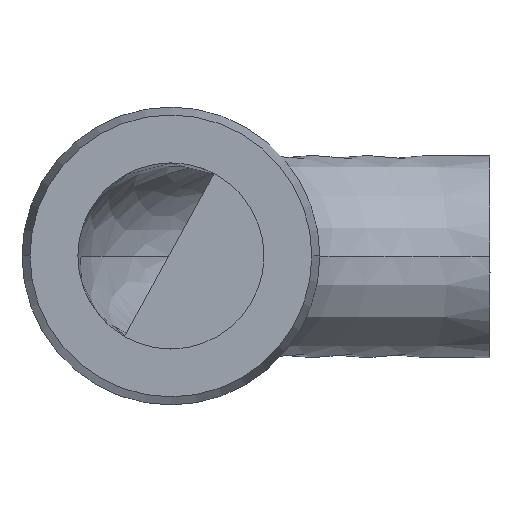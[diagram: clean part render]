
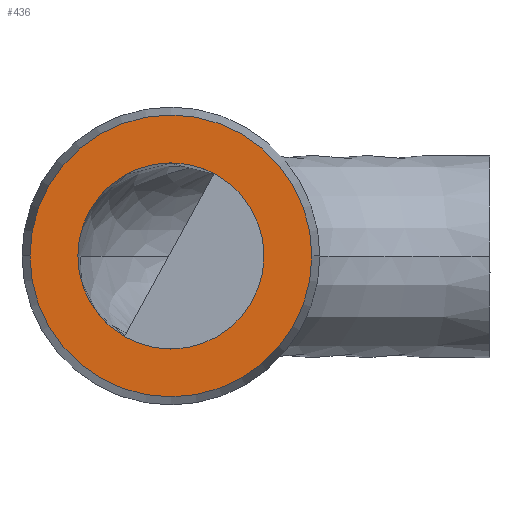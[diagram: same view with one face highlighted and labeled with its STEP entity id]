
A CAD part, top view. The second image highlights one B-rep face of the part: STEP entity #436.
In plain terms, the highlighted planar face has unit normal (0, 0, 1).
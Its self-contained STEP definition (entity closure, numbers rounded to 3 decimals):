
#86 = FACE_OUTER_BOUND ( 'NONE', #3269, .T. ) ;
#242 = DIRECTION ( 'NONE',  ( 0., 0., 1. ) ) ;
#273 = AXIS2_PLACEMENT_3D ( 'NONE', #4489, #242, #5588 ) ;
#404 = CARTESIAN_POINT ( 'NONE',  ( -60., 0., 0. ) ) ;
#436 = ADVANCED_FACE ( 'NONE', ( #4942, #86 ), #4408, .F. ) ;
#893 = CARTESIAN_POINT ( 'NONE',  ( -77.5, 0., 0. ) ) ;
#1038 = EDGE_CURVE ( 'NONE', #4296, #4836, #6911, .T. ) ;
#1433 = CARTESIAN_POINT ( 'NONE',  ( -42.5, 0., 0. ) ) ;
#1498 = DIRECTION ( 'NONE',  ( 0., 0., -1. ) ) ;
#1744 = CARTESIAN_POINT ( 'NONE',  ( -86.5, 0., 0. ) ) ;
#1879 = DIRECTION ( 'NONE',  ( 0., 0., 1. ) ) ;
#1919 = DIRECTION ( 'NONE',  ( 1., 0., 0. ) ) ;
#1970 = CIRCLE ( 'NONE', #5786, 26.5 ) ;
#2147 = VERTEX_POINT ( 'NONE', #1433 ) ;
#2361 = VERTEX_POINT ( 'NONE', #2706 ) ;
#2436 = CARTESIAN_POINT ( 'NONE',  ( -60., 0., 0. ) ) ;
#2573 = CARTESIAN_POINT ( 'NONE',  ( -33.5, 0., 0. ) ) ;
#2706 = CARTESIAN_POINT ( 'NONE',  ( -77.5, 0., 0. ) ) ;
#2961 = EDGE_CURVE ( 'NONE', #2361, #2147, #5473, .T. ) ;
#3101 = AXIS2_PLACEMENT_3D ( 'NONE', #6784, #5224, #6852 ) ;
#3206 = AXIS2_PLACEMENT_3D ( 'NONE', #404, #6726, #1919 ) ;
#3232 = ORIENTED_EDGE ( 'NONE', *, *, #6563, .F. ) ;
#3269 = EDGE_LOOP ( 'NONE', ( #4873, #4083 ) ) ;
#3307 = ORIENTED_EDGE ( 'NONE', *, *, #2961, .F. ) ;
#3875 = AXIS2_PLACEMENT_3D ( 'NONE', #893, #1498, #6261 ) ;
#4013 = DIRECTION ( 'NONE',  ( 1., 0., 0. ) ) ;
#4083 = ORIENTED_EDGE ( 'NONE', *, *, #6386, .T. ) ;
#4296 = VERTEX_POINT ( 'NONE', #1744 ) ;
#4340 = CIRCLE ( 'NONE', #273, 17.5 ) ;
#4408 = PLANE ( 'NONE',  #3875 ) ;
#4489 = CARTESIAN_POINT ( 'NONE',  ( -60., 0., 0. ) ) ;
#4836 = VERTEX_POINT ( 'NONE', #2573 ) ;
#4873 = ORIENTED_EDGE ( 'NONE', *, *, #1038, .T. ) ;
#4942 = FACE_BOUND ( 'NONE', #6162, .T. ) ;
#5224 = DIRECTION ( 'NONE',  ( 0., 0., 1. ) ) ;
#5473 = CIRCLE ( 'NONE', #3206, 17.5 ) ;
#5588 = DIRECTION ( 'NONE',  ( 1., 0., 0. ) ) ;
#5786 = AXIS2_PLACEMENT_3D ( 'NONE', #2436, #1879, #4013 ) ;
#6162 = EDGE_LOOP ( 'NONE', ( #3232, #3307 ) ) ;
#6261 = DIRECTION ( 'NONE',  ( -1., 0., 0. ) ) ;
#6386 = EDGE_CURVE ( 'NONE', #4836, #4296, #1970, .T. ) ;
#6563 = EDGE_CURVE ( 'NONE', #2147, #2361, #4340, .T. ) ;
#6726 = DIRECTION ( 'NONE',  ( 0., 0., 1. ) ) ;
#6784 = CARTESIAN_POINT ( 'NONE',  ( -60., 0., 0. ) ) ;
#6852 = DIRECTION ( 'NONE',  ( 1., 0., 0. ) ) ;
#6911 = CIRCLE ( 'NONE', #3101, 26.5 ) ;
